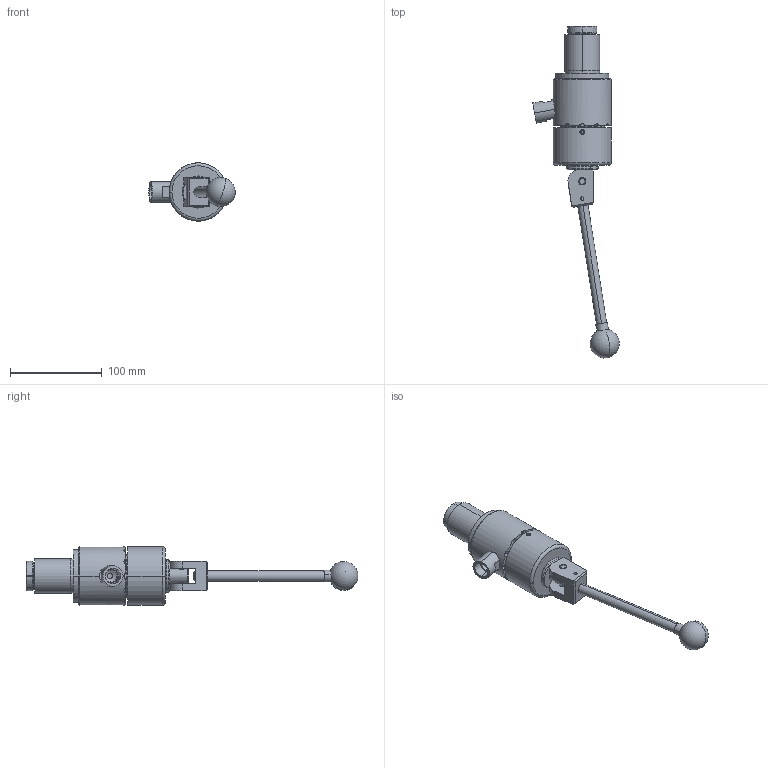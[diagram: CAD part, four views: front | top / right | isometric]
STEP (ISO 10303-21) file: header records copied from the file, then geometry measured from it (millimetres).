
FILE_DESCRIPTION (( 'STEP AP214' ), '1' );
FILE_NAME ('CTSC-003626.STEP', '2025-07-28T20:24:13', ( '' ), ( '' ), 'SwSTEP 2.0', 'SolidWorks 2023', '' );
FILE_SCHEMA (( 'AUTOMOTIVE_DESIGN' ));
Length unit declared in the file: inch
Products named in the file (1): CTSC-003626
Bounding box: 94.33 x 362.52 x 63.5 mm (x, y, z)
Volume: 393036.2 mm3; surface area: 69765.8 mm2
Topology: 7 solids, 8 shells, 287 faces, 701 edges, 438 vertices
Faces by surface type: cylinder 116, plane 104, cone 46, torus 16, bspline 3, sphere 2
Entity records: 13992 total; most frequent: CARTESIAN_POINT 3670, DIRECTION 1383, ORIENTED_EDGE 1380, EDGE_CURVE 690, AXIS2_PLACEMENT_3D 561, VERTEX_POINT 435, EDGE_LOOP 319, FACE_OUTER_BOUND 287
